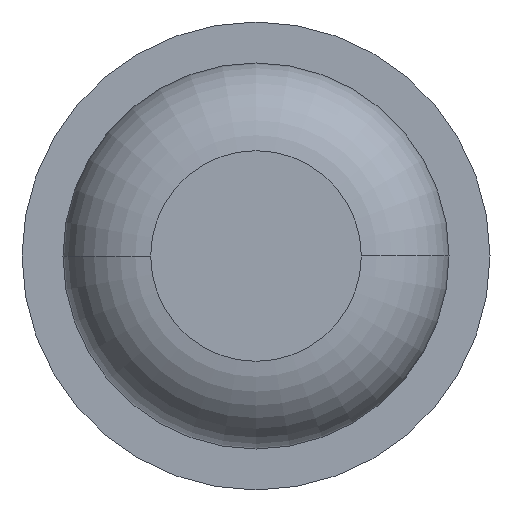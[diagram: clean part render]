
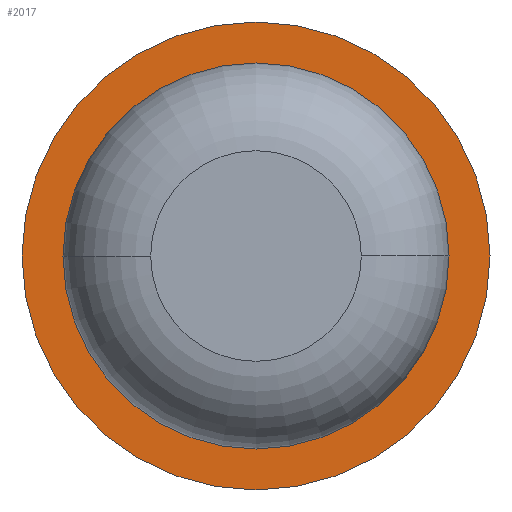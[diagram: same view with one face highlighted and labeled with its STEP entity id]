
A CAD part, front view. The second image highlights one B-rep face of the part: STEP entity #2017.
In plain terms, the highlighted planar face has unit normal (0, -1, 0).
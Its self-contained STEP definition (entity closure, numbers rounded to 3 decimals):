
#229 = CARTESIAN_POINT ( 'NONE',  ( -0.825, -5., 0. ) ) ;
#394 = CIRCLE ( 'NONE', #3881, 0.825 ) ;
#471 = ORIENTED_EDGE ( 'NONE', *, *, #2544, .T. ) ;
#546 = VERTEX_POINT ( 'NONE', #2246 ) ;
#565 = DIRECTION ( 'NONE',  ( -1., 0., 0. ) ) ;
#619 = VERTEX_POINT ( 'NONE', #1418 ) ;
#786 = ORIENTED_EDGE ( 'NONE', *, *, #2659, .T. ) ;
#944 = AXIS2_PLACEMENT_3D ( 'NONE', #3666, #3346, #3056 ) ;
#993 = DIRECTION ( 'NONE',  ( -1., 0., 0. ) ) ;
#1021 = DIRECTION ( 'NONE',  ( 0., 1., 0. ) ) ;
#1069 = CIRCLE ( 'NONE', #3351, 1. ) ;
#1374 = CARTESIAN_POINT ( 'NONE',  ( 0., -5., 0. ) ) ;
#1418 = CARTESIAN_POINT ( 'NONE',  ( 1., -5., 0. ) ) ;
#1437 = AXIS2_PLACEMENT_3D ( 'NONE', #2242, #1021, #993 ) ;
#1497 = CARTESIAN_POINT ( 'NONE',  ( 0.825, -5., 0. ) ) ;
#1529 = EDGE_LOOP ( 'NONE', ( #1683, #1631 ) ) ;
#1631 = ORIENTED_EDGE ( 'NONE', *, *, #3227, .F. ) ;
#1639 = AXIS2_PLACEMENT_3D ( 'NONE', #2086, #1758, #565 ) ;
#1683 = ORIENTED_EDGE ( 'NONE', *, *, #2068, .F. ) ;
#1758 = DIRECTION ( 'NONE',  ( 0., 1., 0. ) ) ;
#1837 = FACE_OUTER_BOUND ( 'NONE', #1529, .T. ) ;
#2017 = ADVANCED_FACE ( 'Defeature ausgef�hrt1_5', ( #1837, #3041 ), #2231, .F. ) ;
#2068 = EDGE_CURVE ( 'Defeature ausgef�hrt1_6+Defeature ausgef�hrt1_5+Defeature ausgef�hrt1_5+Defeature ausgef�hrt1_5', #546, #619, #2551, .T. ) ;
#2073 = VERTEX_POINT ( 'NONE', #229 ) ;
#2086 = CARTESIAN_POINT ( 'NONE',  ( 0., -5., 0. ) ) ;
#2231 = PLANE ( 'NONE',  #1437 ) ;
#2242 = CARTESIAN_POINT ( 'NONE',  ( 0.825, -5., 0. ) ) ;
#2246 = CARTESIAN_POINT ( 'NONE',  ( -1., -5., 0. ) ) ;
#2386 = DIRECTION ( 'NONE',  ( -1., 0., 0. ) ) ;
#2405 = EDGE_LOOP ( 'NONE', ( #786, #471 ) ) ;
#2544 = EDGE_CURVE ( 'Defeature ausgef�hrt1_5+Defeature ausgef�hrt1_0+Defeature ausgef�hrt1_0+Defeature ausgef�hrt1_0', #2600, #2073, #394, .T. ) ;
#2551 = CIRCLE ( 'NONE', #1639, 1. ) ;
#2575 = DIRECTION ( 'NONE',  ( -1., 0., 0. ) ) ;
#2600 = VERTEX_POINT ( 'NONE', #1497 ) ;
#2659 = EDGE_CURVE ( 'Defeature ausgef�hrt1_5+Defeature ausgef�hrt1_0+Defeature ausgef�hrt1_0+Defeature ausgef�hrt1_0', #2073, #2600, #3165, .T. ) ;
#2699 = DIRECTION ( 'NONE',  ( 0., 1., 0. ) ) ;
#3041 = FACE_BOUND ( 'NONE', #2405, .T. ) ;
#3056 = DIRECTION ( 'NONE',  ( -1., 0., 0. ) ) ;
#3165 = CIRCLE ( 'NONE', #944, 0.825 ) ;
#3227 = EDGE_CURVE ( 'Defeature ausgef�hrt1_6+Defeature ausgef�hrt1_5+Defeature ausgef�hrt1_5+Defeature ausgef�hrt1_5', #619, #546, #1069, .T. ) ;
#3346 = DIRECTION ( 'NONE',  ( 0., 1., 0. ) ) ;
#3351 = AXIS2_PLACEMENT_3D ( 'NONE', #1374, #3811, #2575 ) ;
#3666 = CARTESIAN_POINT ( 'NONE',  ( 0., -5., 0. ) ) ;
#3811 = DIRECTION ( 'NONE',  ( 0., 1., 0. ) ) ;
#3881 = AXIS2_PLACEMENT_3D ( 'NONE', #3931, #2699, #2386 ) ;
#3931 = CARTESIAN_POINT ( 'NONE',  ( 0., -5., 0. ) ) ;
